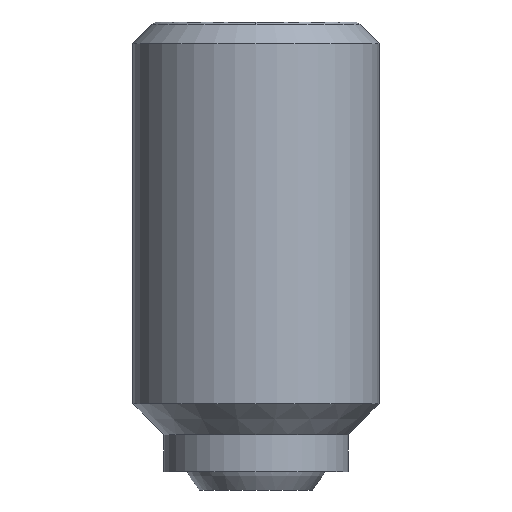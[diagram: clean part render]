
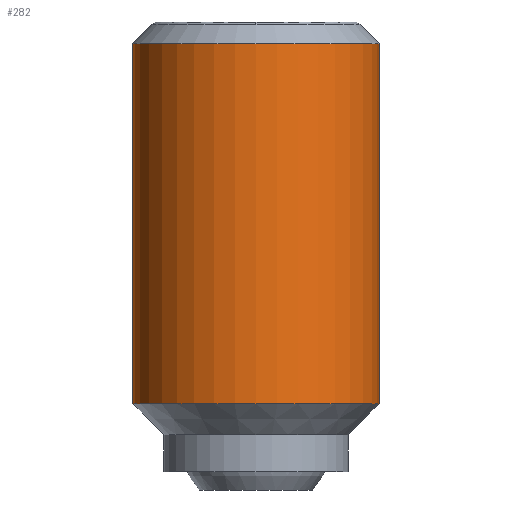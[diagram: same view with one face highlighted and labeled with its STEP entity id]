
A CAD part, front view. The second image highlights one B-rep face of the part: STEP entity #282.
In plain terms, the highlighted cylindrical face has radius 2 mm (diameter 4 mm), a partial arc.
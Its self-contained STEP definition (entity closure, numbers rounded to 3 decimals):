
#138=EDGE_CURVE('',#214,#332,#363,.T.);
#160=EDGE_CURVE('',#234,#332,#388,.T.);
#204=EDGE_CURVE('',#214,#278,#437,.T.);
#214=VERTEX_POINT('',#447);
#234=VERTEX_POINT('',#470);
#278=VERTEX_POINT('',#521);
#282=ADVANCED_FACE('',(#526),#527,.T.);
#306=EDGE_CURVE('',#278,#234,#553,.T.);
#332=VERTEX_POINT('',#581);
#363=CIRCLE('',#605,2.);
#388=LINE('',#647,#648);
#437=LINE('',#724,#725);
#447=CARTESIAN_POINT('',(-2.,0.,-6.2));
#470=CARTESIAN_POINT('',(2.,0.,-0.35));
#521=CARTESIAN_POINT('',(-2.,0.,-0.35));
#526=FACE_OUTER_BOUND('',#860,.T.);
#527=CYLINDRICAL_SURFACE('',#861,2.);
#553=CIRCLE('',#904,2.);
#581=CARTESIAN_POINT('',(2.,0.,-6.2));
#605=AXIS2_PLACEMENT_3D('',#956,#957,#958);
#647=CARTESIAN_POINT('',(2.,0.,-3.275));
#648=VECTOR('',#994,1.0);
#724=CARTESIAN_POINT('',(-2.,0.,-3.275));
#725=VECTOR('',#1054,1.0);
#860=EDGE_LOOP('',(#1157,#1158,#1159,#1160));
#861=AXIS2_PLACEMENT_3D('',#1161,#1162,#1163);
#904=AXIS2_PLACEMENT_3D('',#1194,#1195,#1196);
#956=CARTESIAN_POINT('',(0.,0.,-6.2));
#957=DIRECTION('',(0.0,0.0,1.0));
#958=DIRECTION('',(-1.0,0.,0.0));
#994=DIRECTION('',(-0.0,-0.0,-1.0));
#1054=DIRECTION('',(0.0,0.0,1.0));
#1157=ORIENTED_EDGE('',*,*,#204,.F.);
#1158=ORIENTED_EDGE('',*,*,#138,.T.);
#1159=ORIENTED_EDGE('',*,*,#160,.F.);
#1160=ORIENTED_EDGE('',*,*,#306,.F.);
#1161=CARTESIAN_POINT('',(0.,0.,-3.275));
#1162=DIRECTION('',(-0.0,-0.0,-1.0));
#1163=DIRECTION('',(-1.0,0.,0.0));
#1194=CARTESIAN_POINT('',(0.,0.,-0.35));
#1195=DIRECTION('',(0.0,0.0,1.0));
#1196=DIRECTION('',(-1.0,0.,0.0));
